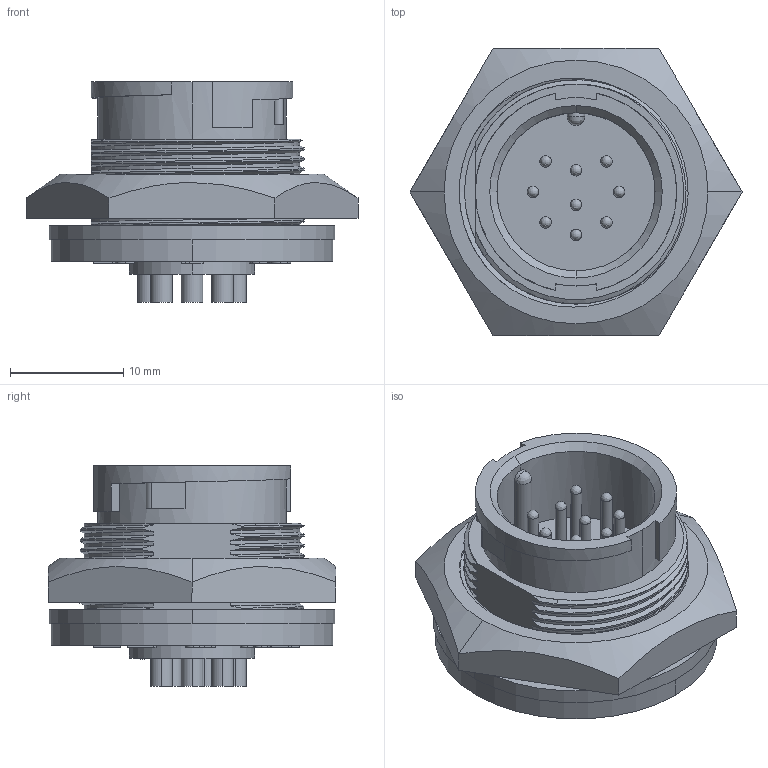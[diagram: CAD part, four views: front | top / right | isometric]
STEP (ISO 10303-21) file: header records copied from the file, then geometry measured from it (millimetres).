
FILE_DESCRIPTION (( 'STEP AP203' ), '1' );
FILE_NAME ('4280-9PG-300.STEP', '2012-09-27T14:17:34', ( 'J0FPBF1' ), ( '' ), 'SwSTEP 2.0', 'SolidWorks 2011', '' );
FILE_SCHEMA (( 'CONFIG_CONTROL_DESIGN' ));
Length unit declared in the file: inch
Products named in the file (1): 4280-9PG-300
Bounding box: 29.33 x 25.4 x 19.47 mm (x, y, z)
Volume: 4785.5 mm3; surface area: 4055.4 mm2
Topology: 2 solids, 2 shells, 345 faces, 939 edges, 615 vertices
Faces by surface type: plane 133, bspline 108, cylinder 99, cone 5
Entity records: 20805 total; most frequent: CARTESIAN_POINT 13111, ORIENTED_EDGE 1838, DIRECTION 1168, EDGE_CURVE 919, VERTEX_POINT 615, VECTOR 478, LINE 478, EDGE_LOOP 384
